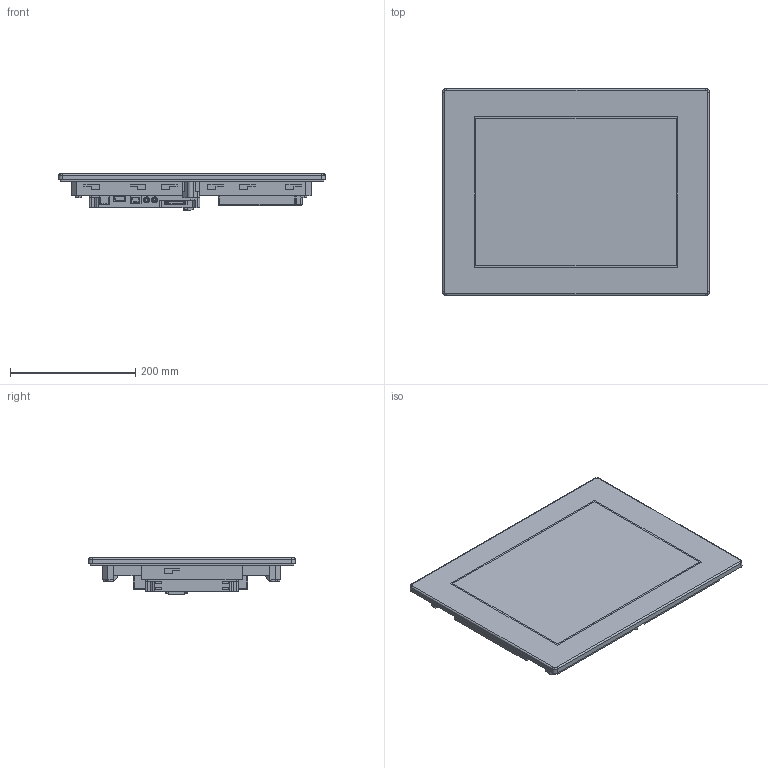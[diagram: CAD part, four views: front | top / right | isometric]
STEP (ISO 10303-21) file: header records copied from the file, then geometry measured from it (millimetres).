
FILE_DESCRIPTION (( 'STEP AP214' ), '1' );
FILE_NAME ('EA7-T15C.STEP', '2011-04-11T13:07:45', ( '.adc' ), ( '' ), 'SwSTEP 2.0', 'SolidWorks 2009', '' );
FILE_SCHEMA (( 'AUTOMOTIVE_DESIGN' ));
Length unit declared in the file: millimetre
Products named in the file (1): EA7-T15C
Bounding box: 425.4 x 330.2 x 58.75 mm (x, y, z)
Volume: 4502196 mm3; surface area: 429127.4 mm2
Topology: 1 solids, 2 shells, 660 faces, 1765 edges, 1149 vertices
Faces by surface type: plane 507, cylinder 127, bspline 12, torus 8, sphere 6
Entity records: 26176 total; most frequent: CARTESIAN_POINT 4009, ORIENTED_EDGE 3518, DIRECTION 3297, EDGE_CURVE 1759, VECTOR 1463, LINE 1463, VERTEX_POINT 1149, AXIS2_PLACEMENT_3D 917
